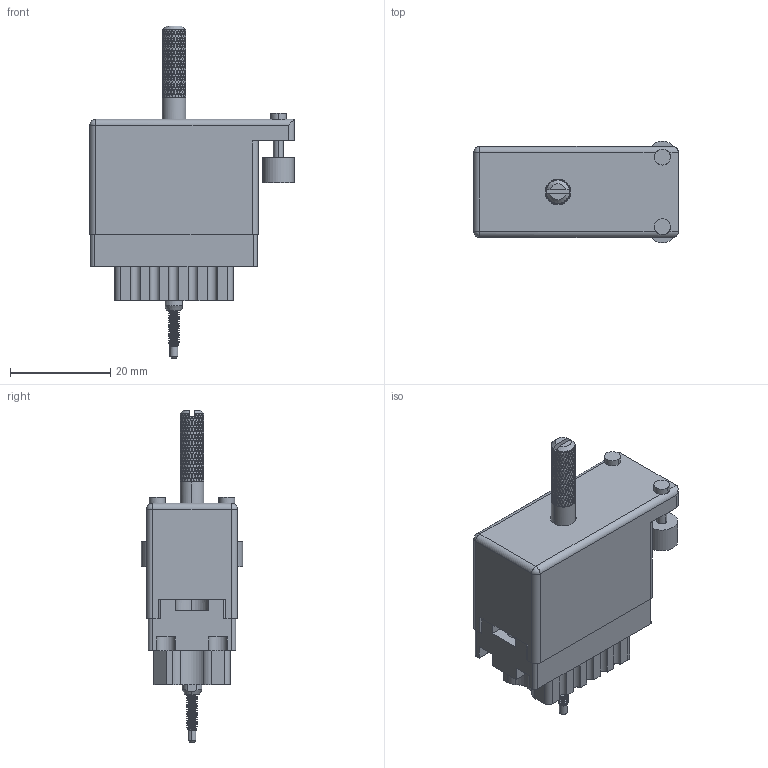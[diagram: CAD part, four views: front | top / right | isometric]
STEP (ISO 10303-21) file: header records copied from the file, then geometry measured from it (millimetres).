
FILE_DESCRIPTION (( 'STEP AP203' ), '1' );
FILE_NAME ('519-014-520-425.STEP', '2020-09-09T19:10:15', ( '' ), ( '' ), 'SwSTEP 2.0', 'SolidWorks 2020', '' );
FILE_SCHEMA (( 'CONFIG_CONTROL_DESIGN' ));
Length unit declared in the file: inch
Products named in the file (10): 516-251-025-100; 516-292-001_520 Contact; 516-230-001_Plastic - 020 Side Entry; 516-250-020-111; 519-014-520-425; 519 Receptacle Insulator_014; 516-250-021-102_519; 516-252-022-102; Actuating Screw Assy 020; 516-253-025-100
Assembly tree (22 placements, depth 3):
  519-014-520-425
    519 Receptacle Insulator_014
    516-292-001_520 Contact  x14
    Actuating Screw Assy 020
      516-251-025-100
      516-250-021-102_519
      516-250-020-111
      516-253-025-100
      516-252-022-102
    516-230-001_Plastic - 020 Side Entry
Bounding box: 40.87 x 20.24 x 66.29 mm (x, y, z)
Volume: 11188.5 mm3; surface area: 16624.1 mm2
Topology: 21 solids, 21 shells, 4225 faces, 10037 edges, 5864 vertices
Faces by surface type: bspline 2106, cylinder 1079, plane 1018, cone 20, sphere 2
Entity records: 179687 total; most frequent: CARTESIAN_POINT 128836, ORIENTED_EDGE 14662, EDGE_CURVE 7331, DIRECTION 5169, VERTEX_POINT 4070, EDGE_LOOP 3363, FACE_OUTER_BOUND 3289, ADVANCED_FACE 3289
